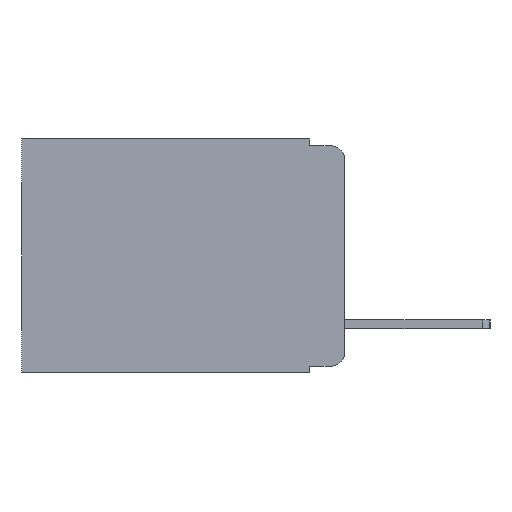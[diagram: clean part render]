
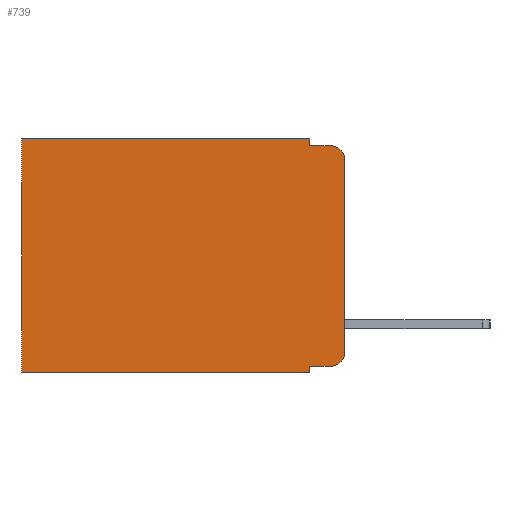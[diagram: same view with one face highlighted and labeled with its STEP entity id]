
A CAD part, left-side view. The second image highlights one B-rep face of the part: STEP entity #739.
In plain terms, the highlighted planar face has unit normal (-1, 0, 0).
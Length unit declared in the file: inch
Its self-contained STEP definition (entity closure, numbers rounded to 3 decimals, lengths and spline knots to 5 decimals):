
#37 = DIRECTION ( 'NONE',  ( 0., 0., -1. ) ) ;
#78 = ORIENTED_EDGE ( 'NONE', *, *, #9261, .F. ) ;
#155 = VECTOR ( 'NONE', #2727, 39.37008 ) ;
#183 = CIRCLE ( 'NONE', #9601, 0.02 ) ;
#245 = VERTEX_POINT ( 'NONE', #2099 ) ;
#335 = CARTESIAN_POINT ( 'NONE',  ( 0.298, 0.051, -0.01 ) ) ;
#531 = VECTOR ( 'NONE', #10178, 39.37008 ) ;
#607 = VERTEX_POINT ( 'NONE', #2723 ) ;
#707 = CARTESIAN_POINT ( 'NONE',  ( 0.298, 0.051, -0.333 ) ) ;
#739 = ADVANCED_FACE ( 'NONE', ( #3212 ), #8655, .F. ) ;
#791 = EDGE_CURVE ( 'NONE', #245, #6317, #7246, .T. ) ;
#860 = LINE ( 'NONE', #9351, #531 ) ;
#926 = EDGE_CURVE ( 'NONE', #2703, #607, #2799, .T. ) ;
#1575 = ORIENTED_EDGE ( 'NONE', *, *, #6801, .T. ) ;
#1697 = LINE ( 'NONE', #4452, #8080 ) ;
#2099 = CARTESIAN_POINT ( 'NONE',  ( 0.298, 0., -0.03 ) ) ;
#2123 = ORIENTED_EDGE ( 'NONE', *, *, #3562, .F. ) ;
#2177 = VERTEX_POINT ( 'NONE', #3411 ) ;
#2235 = EDGE_CURVE ( 'NONE', #2703, #9556, #7602, .T. ) ;
#2368 = CARTESIAN_POINT ( 'NONE',  ( 0.298, 0.02, -0.03 ) ) ;
#2371 = EDGE_CURVE ( 'NONE', #10607, #3271, #4971, .T. ) ;
#2664 = DIRECTION ( 'NONE',  ( -1., 0., 0. ) ) ;
#2703 = VERTEX_POINT ( 'NONE', #7270 ) ;
#2723 = CARTESIAN_POINT ( 'NONE',  ( 0.298, 0.473, 0. ) ) ;
#2727 = DIRECTION ( 'NONE',  ( 0., 1., 0. ) ) ;
#2799 = LINE ( 'NONE', #10409, #155 ) ;
#2819 = DIRECTION ( 'NONE',  ( 0., 0., -1. ) ) ;
#3153 = DIRECTION ( 'NONE',  ( 0., 0., -1. ) ) ;
#3168 = CARTESIAN_POINT ( 'NONE',  ( 0.298, 0.051, 0. ) ) ;
#3212 = FACE_OUTER_BOUND ( 'NONE', #7766, .T. ) ;
#3271 = VERTEX_POINT ( 'NONE', #5363 ) ;
#3307 = DIRECTION ( 'NONE',  ( 0., 0., -1. ) ) ;
#3312 = VECTOR ( 'NONE', #3153, 39.37008 ) ;
#3358 = VERTEX_POINT ( 'NONE', #4186 ) ;
#3411 = CARTESIAN_POINT ( 'NONE',  ( 0.298, 0., -0.313 ) ) ;
#3546 = CARTESIAN_POINT ( 'NONE',  ( 0.298, 0.02, -0.313 ) ) ;
#3562 = EDGE_CURVE ( 'NONE', #10607, #3358, #10150, .T. ) ;
#3691 = VECTOR ( 'NONE', #5220, 39.37008 ) ;
#3874 = CARTESIAN_POINT ( 'NONE',  ( 0.298, 0.051, 0. ) ) ;
#4034 = DIRECTION ( 'NONE',  ( 0., 0., -1. ) ) ;
#4096 = DIRECTION ( 'NONE',  ( -1., 0., 0. ) ) ;
#4186 = CARTESIAN_POINT ( 'NONE',  ( 0.298, 0.051, -0.343 ) ) ;
#4452 = CARTESIAN_POINT ( 'NONE',  ( 0.298, 0., 0. ) ) ;
#4780 = ORIENTED_EDGE ( 'NONE', *, *, #926, .T. ) ;
#4844 = CARTESIAN_POINT ( 'NONE',  ( 0.298, 0.473, 0. ) ) ;
#4971 = LINE ( 'NONE', #707, #8761 ) ;
#5024 = CARTESIAN_POINT ( 'NONE',  ( 0.298, 0.051, -0.333 ) ) ;
#5220 = DIRECTION ( 'NONE',  ( 0., 0., -1. ) ) ;
#5327 = CARTESIAN_POINT ( 'NONE',  ( 0.298, 0., 0. ) ) ;
#5363 = CARTESIAN_POINT ( 'NONE',  ( 0.298, 0.02, -0.333 ) ) ;
#5476 = LINE ( 'NONE', #335, #9521 ) ;
#6223 = AXIS2_PLACEMENT_3D ( 'NONE', #5327, #6796, #37 ) ;
#6317 = VERTEX_POINT ( 'NONE', #7933 ) ;
#6443 = ORIENTED_EDGE ( 'NONE', *, *, #6986, .T. ) ;
#6525 = LINE ( 'NONE', #4844, #10359 ) ;
#6796 = DIRECTION ( 'NONE',  ( 1., 0., 0. ) ) ;
#6801 = EDGE_CURVE ( 'NONE', #607, #7588, #6525, .T. ) ;
#6986 = EDGE_CURVE ( 'NONE', #3271, #2177, #183, .T. ) ;
#7246 = CIRCLE ( 'NONE', #7836, 0.02 ) ;
#7270 = CARTESIAN_POINT ( 'NONE',  ( 0.298, 0.051, 0. ) ) ;
#7588 = VERTEX_POINT ( 'NONE', #7928 ) ;
#7602 = LINE ( 'NONE', #3168, #3312 ) ;
#7766 = EDGE_LOOP ( 'NONE', ( #10211, #7860, #9224, #10360, #4780, #1575, #78, #2123, #8448, #6443 ) ) ;
#7836 = AXIS2_PLACEMENT_3D ( 'NONE', #2368, #2664, #3307 ) ;
#7860 = ORIENTED_EDGE ( 'NONE', *, *, #791, .T. ) ;
#7885 = EDGE_CURVE ( 'NONE', #9556, #6317, #5476, .T. ) ;
#7928 = CARTESIAN_POINT ( 'NONE',  ( 0.298, 0.473, -0.343 ) ) ;
#7933 = CARTESIAN_POINT ( 'NONE',  ( 0.298, 0.02, -0.01 ) ) ;
#8080 = VECTOR ( 'NONE', #2819, 39.37008 ) ;
#8218 = EDGE_CURVE ( 'NONE', #245, #2177, #1697, .T. ) ;
#8448 = ORIENTED_EDGE ( 'NONE', *, *, #2371, .T. ) ;
#8655 = PLANE ( 'NONE',  #6223 ) ;
#8761 = VECTOR ( 'NONE', #9968, 39.37008 ) ;
#8910 = CARTESIAN_POINT ( 'NONE',  ( 0.298, 0.051, -0.01 ) ) ;
#9224 = ORIENTED_EDGE ( 'NONE', *, *, #7885, .F. ) ;
#9261 = EDGE_CURVE ( 'NONE', #3358, #7588, #860, .T. ) ;
#9351 = CARTESIAN_POINT ( 'NONE',  ( 0.298, 0., -0.343 ) ) ;
#9521 = VECTOR ( 'NONE', #10636, 39.37008 ) ;
#9556 = VERTEX_POINT ( 'NONE', #8910 ) ;
#9601 = AXIS2_PLACEMENT_3D ( 'NONE', #3546, #4096, #4034 ) ;
#9932 = DIRECTION ( 'NONE',  ( 0., 0., -1. ) ) ;
#9968 = DIRECTION ( 'NONE',  ( 0., -1., 0. ) ) ;
#10150 = LINE ( 'NONE', #3874, #3691 ) ;
#10178 = DIRECTION ( 'NONE',  ( 0., 1., 0. ) ) ;
#10211 = ORIENTED_EDGE ( 'NONE', *, *, #8218, .F. ) ;
#10359 = VECTOR ( 'NONE', #9932, 39.37008 ) ;
#10360 = ORIENTED_EDGE ( 'NONE', *, *, #2235, .F. ) ;
#10409 = CARTESIAN_POINT ( 'NONE',  ( 0.298, 0., 0. ) ) ;
#10607 = VERTEX_POINT ( 'NONE', #5024 ) ;
#10636 = DIRECTION ( 'NONE',  ( 0., -1., 0. ) ) ;
